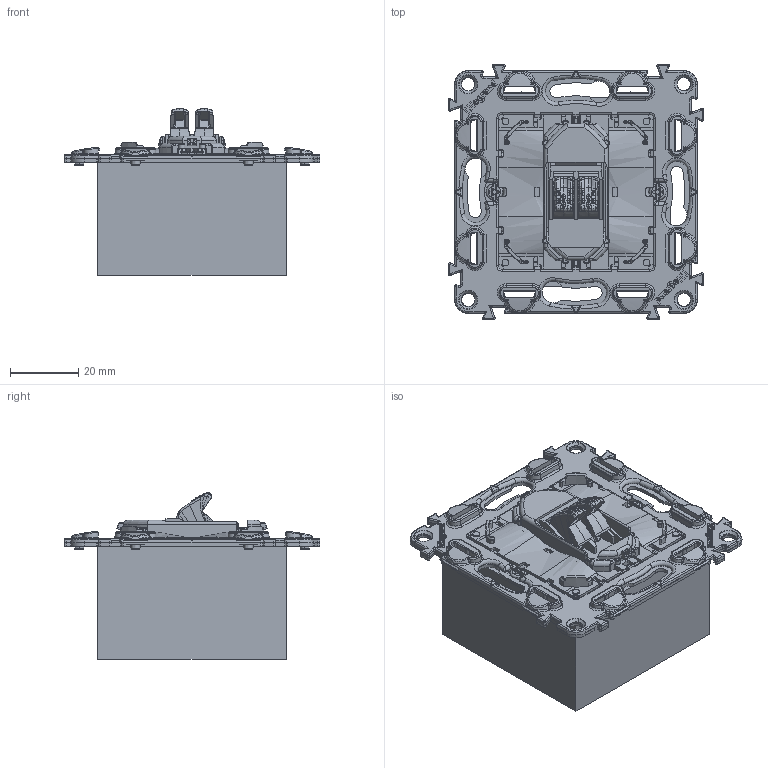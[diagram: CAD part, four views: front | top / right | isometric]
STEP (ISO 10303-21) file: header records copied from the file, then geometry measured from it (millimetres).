
FILE_DESCRIPTION(('CATIA V5 STEP Exchange','CAx-IF Rec.Pracs.--- Model Styling and Organization---1.4--- 2014-01-23'),'2;1');
FILE_NAME('753072_AllCATPart.stp','2020-02-13T10:43:41+00:00',('none'),('none'),'CATIA Version 5-6 Release 2017 SP3','CATIA V5 STEP AP214','none');
FILE_SCHEMA(('AUTOMOTIVE_DESIGN { 1 0 10303 214 1 1 1 1 }'));
Products named in the file (1): 753072_AllCATPart
Bounding box: 74.7 x 74.7 x 48.61 mm (x, y, z)
Volume: 109678.4 mm3; surface area: 28378.1 mm2
Topology: 1 solids, 11 shells, 6756 faces, 19695 edges, 12881 vertices
Faces by surface type: plane 4548, bspline 884, cylinder 747, cone 267, torus 210, sphere 84, extrusion 16
Entity records: 263885 total; most frequent: CARTESIAN_POINT 96014, ORIENTED_EDGE 39134, DIRECTION 24458, EDGE_CURVE 19567, VECTOR 13040, LINE 13024, VERTEX_POINT 12881, EDGE_LOOP 6912
